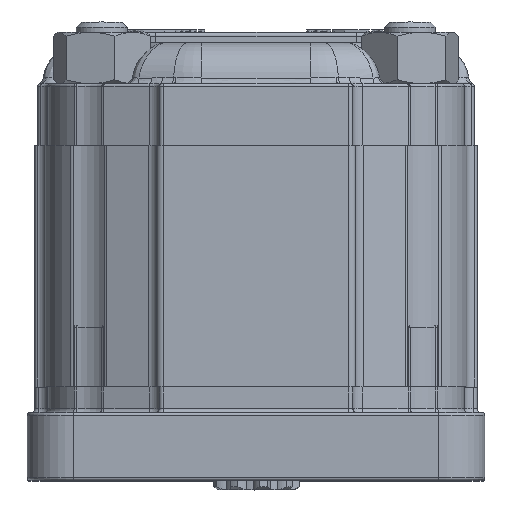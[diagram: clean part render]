
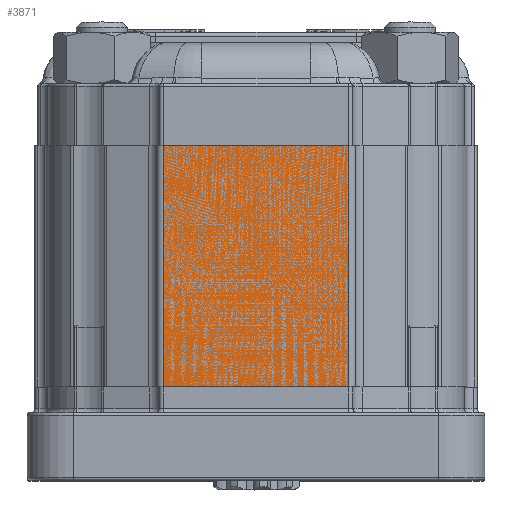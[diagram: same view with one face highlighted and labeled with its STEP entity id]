
A CAD part, top view. The second image highlights one B-rep face of the part: STEP entity #3871.
In plain terms, the highlighted face is planar.
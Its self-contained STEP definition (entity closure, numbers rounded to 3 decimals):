
#3871 = ADVANCED_FACE( '', ( #8759 ), #8760, .T. );
#8759 = FACE_OUTER_BOUND( '', #16135, .T. );
#8760 = PLANE( '', #16136 );
#16135 = EDGE_LOOP( '', ( #29448, #29449, #29450, #29451 ) );
#16136 = AXIS2_PLACEMENT_3D( '', #29452, #29453, #29454 );
#29448 = ORIENTED_EDGE( '', *, *, #42242, .F. );
#29449 = ORIENTED_EDGE( '', *, *, #41339, .F. );
#29450 = ORIENTED_EDGE( '', *, *, #42243, .T. );
#29451 = ORIENTED_EDGE( '', *, *, #40370, .T. );
#29452 = CARTESIAN_POINT( '', ( -18.069, 47., -49. ) );
#29453 = DIRECTION( '', ( 0., 0., -1. ) );
#29454 = DIRECTION( '', ( -1., 0., 0. ) );
#40370 = EDGE_CURVE( '', #48967, #48964, #48968, .T. );
#41339 = EDGE_CURVE( '', #50332, #50330, #50334, .T. );
#42242 = EDGE_CURVE( '', #50330, #48964, #51613, .T. );
#42243 = EDGE_CURVE( '', #50332, #48967, #51614, .T. );
#48964 = VERTEX_POINT( '', #62920 );
#48967 = VERTEX_POINT( '', #62923 );
#48968 = LINE( '', #62924, #62925 );
#50330 = VERTEX_POINT( '', #66121 );
#50332 = VERTEX_POINT( '', #66123 );
#50334 = LINE( '', #66125, #66126 );
#51613 = LINE( '', #68453, #68454 );
#51614 = LINE( '', #68455, #68456 );
#62920 = CARTESIAN_POINT( '', ( 18.069, 0., -49. ) );
#62923 = CARTESIAN_POINT( '', ( 18.069, 47., -49. ) );
#62924 = CARTESIAN_POINT( '', ( 18.069, 47., -49. ) );
#62925 = VECTOR( '', #76137, 1000. );
#66121 = CARTESIAN_POINT( '', ( -18.069, 0., -49. ) );
#66123 = CARTESIAN_POINT( '', ( -18.069, 47., -49. ) );
#66125 = CARTESIAN_POINT( '', ( -18.069, 47., -49. ) );
#66126 = VECTOR( '', #77147, 1000. );
#68453 = CARTESIAN_POINT( '', ( -18.069, 0., -49. ) );
#68454 = VECTOR( '', #78169, 1000. );
#68455 = CARTESIAN_POINT( '', ( -18.069, 47., -49. ) );
#68456 = VECTOR( '', #78170, 1000. );
#76137 = DIRECTION( '', ( 0., -1., 0. ) );
#77147 = DIRECTION( '', ( 0., -1., 0. ) );
#78169 = DIRECTION( '', ( 1., 0., 0. ) );
#78170 = DIRECTION( '', ( 1., 0., 0. ) );
